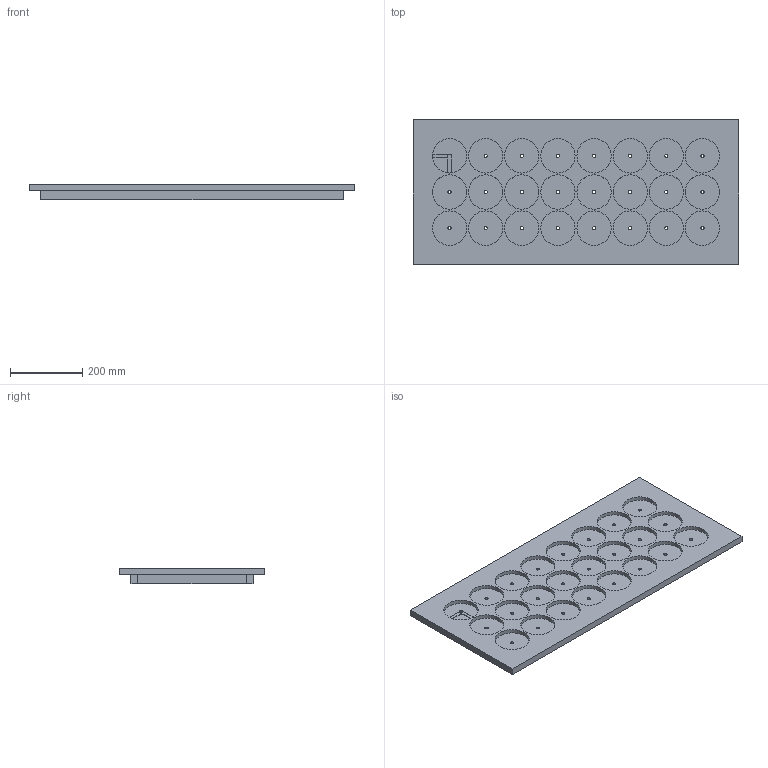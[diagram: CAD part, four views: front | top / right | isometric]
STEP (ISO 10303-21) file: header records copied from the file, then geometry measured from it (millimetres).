
FILE_DESCRIPTION(/* description */ (''),/* implementation_level */ '2;1');
FILE_NAME(/* name */ 'clockclock24 full v14.step',/* time_stamp */ '2025-04-08T19:59:37+02:00',/* author */ (''),/* organization */ (''),/* preprocessor_version */ 'ST-DEVELOPER v20.1',/* originating_system */ 'Autodesk Translation Framework v14.4.0.0',/* authorisation */ '');
FILE_SCHEMA (('AUTOMOTIVE_DESIGN { 1 0 10303 214 3 1 1 }'));
Length unit declared in the file: millimetre
Products named in the file (12): clockclock24 body; stepper axle; upper hand; lower hand; frame; Component6; Body3; Component8; Component9; spacer; DIN EN ISO 7049 - ST 2.9 x 16 - C - H Steel 4.6 Plain; DIN EN ISO 7049 - ST 2.9 x 6.5 - C - H Steel 4.6 Plain
Assembly tree (14 placements, depth 3):
  clockclock24 body
    stepper axle
    upper hand
    lower hand
    frame
      Component6
      Body3
      Component8
      Component9
    spacer  x2
    DIN EN ISO 7049 - ST 2.9 x 16 - C - H Steel 4.6 Plain  x2
    DIN EN ISO 7049 - ST 2.9 x 6.5 - C - H Steel 4.6 Plain  x2
Bounding box: 900 x 400 x 44 mm (x, y, z)
Volume: 6039263.9 mm3; surface area: 1062087.7 mm2
Topology: 14 solids, 14 shells, 319 faces, 657 edges, 433 vertices
Faces by surface type: plane 171, cylinder 126, cone 14, torus 4, sphere 4
Full cylindrical faces by diameter (mm): 1.5 x1, 1.71 x1, 2.83 x4, 3 x5, 3.5 x1, 4 x1, 4.2 x1, 4.8 x4, 5 x33, 5.5 x1, 7 x1, 9 x24, 20 x1, 95 x24
Entity records: 7379 total; most frequent: DIRECTION 1348, CARTESIAN_POINT 1214, ORIENTED_EDGE 1018, AXIS2_PLACEMENT_3D 559, EDGE_CURVE 509, EDGE_LOOP 382, VERTEX_POINT 337, FACE_OUTER_BOUND 261
